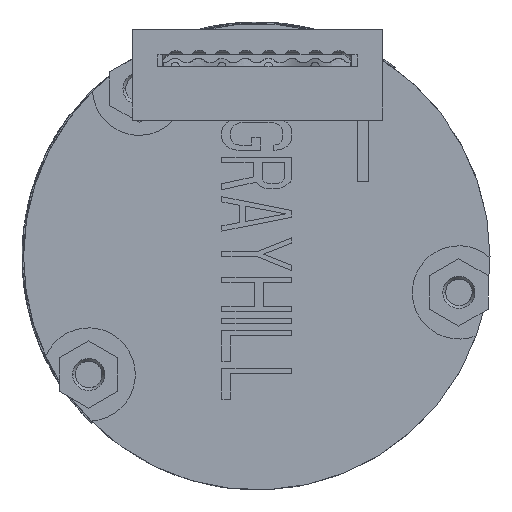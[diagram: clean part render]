
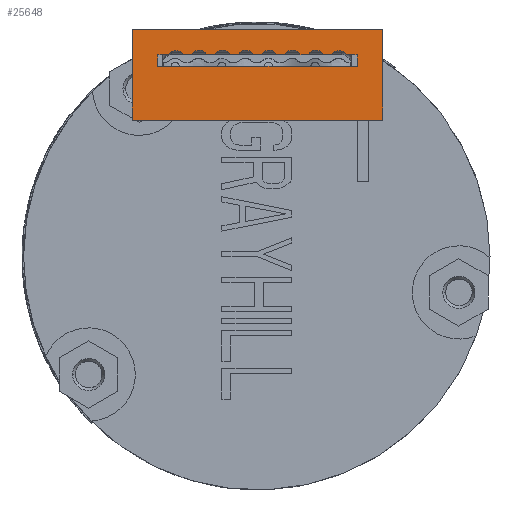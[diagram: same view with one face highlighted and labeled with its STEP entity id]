
A CAD part, front view. The second image highlights one B-rep face of the part: STEP entity #25648.
In plain terms, the highlighted planar face has unit normal (0, -1, 0).
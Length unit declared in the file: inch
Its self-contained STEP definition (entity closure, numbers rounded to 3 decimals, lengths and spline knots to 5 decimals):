
#22861=DIRECTION('',(-1.,0.,0.));
#22862=VECTOR('',#22861,0.537);
#22863=CARTESIAN_POINT('',(0.27,-1.231,0.488));
#22864=LINE('',#22863,#22862);
#23169=DIRECTION('',(0.,0.,-1.));
#23170=VECTOR('',#23169,0.195);
#23171=CARTESIAN_POINT('',(-0.267,-1.231,0.488));
#23172=LINE('',#23171,#23170);
#23197=DIRECTION('',(0.,0.,-1.));
#23198=VECTOR('',#23197,0.195);
#23199=CARTESIAN_POINT('',(0.27,-1.231,0.488));
#23200=LINE('',#23199,#23198);
#23201=DIRECTION('',(1.,0.,0.));
#23202=VECTOR('',#23201,0.02291);
#23203=CARTESIAN_POINT('',(-0.212,-1.231,0.433));
#23204=LINE('',#23203,#23202);
#23205=DIRECTION('',(0.,0.,1.));
#23206=VECTOR('',#23205,0.025);
#23207=CARTESIAN_POINT('',(-0.212,-1.231,0.408));
#23208=LINE('',#23207,#23206);
#23209=DIRECTION('',(-1.,0.,0.));
#23210=VECTOR('',#23209,0.427);
#23211=CARTESIAN_POINT('',(0.215,-1.231,0.408));
#23212=LINE('',#23211,#23210);
#23213=DIRECTION('',(0.,0.,-1.));
#23214=VECTOR('',#23213,0.025);
#23215=CARTESIAN_POINT('',(0.215,-1.231,0.433));
#23216=LINE('',#23215,#23214);
#23217=DIRECTION('',(1.,0.,0.));
#23218=VECTOR('',#23217,0.02291);
#23219=CARTESIAN_POINT('',(0.19209,-1.231,0.433));
#23220=LINE('',#23219,#23218);
#23221=CARTESIAN_POINT('',(0.1765,-1.231,0.424));
#23222=DIRECTION('',(0.,1.,0.));
#23223=DIRECTION('',(-0.866,0.,0.5));
#23224=AXIS2_PLACEMENT_3D('',#23221,#23222,#23223);
#23226=DIRECTION('',(1.,0.,0.));
#23227=VECTOR('',#23226,0.01829);
#23228=CARTESIAN_POINT('',(0.14262,-1.231,0.433));
#23229=LINE('',#23228,#23227);
#23230=CARTESIAN_POINT('',(0.1265,-1.231,0.425));
#23231=DIRECTION('',(0.,1.,0.));
#23232=DIRECTION('',(-0.896,0.,0.444));
#23233=AXIS2_PLACEMENT_3D('',#23230,#23231,#23232);
#23235=DIRECTION('',(1.,0.,0.));
#23236=VECTOR('',#23235,0.01775);
#23237=CARTESIAN_POINT('',(0.09262,-1.231,0.433));
#23238=LINE('',#23237,#23236);
#23239=CARTESIAN_POINT('',(0.0765,-1.231,0.425));
#23240=DIRECTION('',(0.,1.,0.));
#23241=DIRECTION('',(-0.896,0.,0.444));
#23242=AXIS2_PLACEMENT_3D('',#23239,#23240,#23241);
#23244=DIRECTION('',(1.,0.,0.));
#23245=VECTOR('',#23244,0.01775);
#23246=CARTESIAN_POINT('',(0.04262,-1.231,0.433));
#23247=LINE('',#23246,#23245);
#23248=CARTESIAN_POINT('',(0.0265,-1.231,0.425));
#23249=DIRECTION('',(0.,1.,0.));
#23250=DIRECTION('',(-0.896,0.,0.444));
#23251=AXIS2_PLACEMENT_3D('',#23248,#23249,#23250);
#23253=DIRECTION('',(1.,0.,0.));
#23254=VECTOR('',#23253,0.01775);
#23255=CARTESIAN_POINT('',(-0.00738,-1.231,0.433));
#23256=LINE('',#23255,#23254);
#23257=CARTESIAN_POINT('',(-0.0235,-1.231,0.425));
#23258=DIRECTION('',(0.,1.,0.));
#23259=DIRECTION('',(-0.896,0.,0.444));
#23260=AXIS2_PLACEMENT_3D('',#23257,#23258,#23259);
#23262=DIRECTION('',(1.,0.,0.));
#23263=VECTOR('',#23262,0.01775);
#23264=CARTESIAN_POINT('',(-0.05738,-1.231,0.433));
#23265=LINE('',#23264,#23263);
#23266=CARTESIAN_POINT('',(-0.0735,-1.231,0.425));
#23267=DIRECTION('',(0.,1.,0.));
#23268=DIRECTION('',(-0.896,0.,0.444));
#23269=AXIS2_PLACEMENT_3D('',#23266,#23267,#23268);
#23271=DIRECTION('',(1.,0.,0.));
#23272=VECTOR('',#23271,0.01775);
#23273=CARTESIAN_POINT('',(-0.10738,-1.231,0.433));
#23274=LINE('',#23273,#23272);
#23275=CARTESIAN_POINT('',(-0.1235,-1.231,0.425));
#23276=DIRECTION('',(0.,1.,0.));
#23277=DIRECTION('',(-0.896,0.,0.444));
#23278=AXIS2_PLACEMENT_3D('',#23275,#23276,#23277);
#23280=DIRECTION('',(1.,0.,0.));
#23281=VECTOR('',#23280,0.01829);
#23282=CARTESIAN_POINT('',(-0.15791,-1.231,0.433));
#23283=LINE('',#23282,#23281);
#23284=CARTESIAN_POINT('',(-0.1735,-1.231,0.424));
#23285=DIRECTION('',(0.,1.,0.));
#23286=DIRECTION('',(-0.866,0.,0.5));
#23287=AXIS2_PLACEMENT_3D('',#23284,#23285,#23286);
#23301=DIRECTION('',(-1.,0.,0.));
#23302=VECTOR('',#23301,0.537);
#23303=CARTESIAN_POINT('',(0.27,-1.231,0.293));
#23304=LINE('',#23303,#23302);
#24649=CARTESIAN_POINT('',(0.27,-1.231,0.488));
#24650=CARTESIAN_POINT('',(-0.267,-1.231,0.488));
#24651=VERTEX_POINT('',#24649);
#24652=VERTEX_POINT('',#24650);
#24658=CARTESIAN_POINT('',(0.27,-1.231,0.293));
#24660=VERTEX_POINT('',#24658);
#24661=CARTESIAN_POINT('',(-0.267,-1.231,0.293));
#24662=VERTEX_POINT('',#24661);
#24681=CARTESIAN_POINT('',(-0.212,-1.231,0.433));
#24682=CARTESIAN_POINT('',(-0.18909,-1.231,0.433));
#24683=VERTEX_POINT('',#24681);
#24684=VERTEX_POINT('',#24682);
#24685=CARTESIAN_POINT('',(-0.13962,-1.231,0.433));
#24686=CARTESIAN_POINT('',(-0.10738,-1.231,0.433));
#24687=VERTEX_POINT('',#24685);
#24688=VERTEX_POINT('',#24686);
#24689=CARTESIAN_POINT('',(-0.08962,-1.231,0.433));
#24690=VERTEX_POINT('',#24689);
#24691=CARTESIAN_POINT('',(-0.05738,-1.231,0.433));
#24692=VERTEX_POINT('',#24691);
#24693=CARTESIAN_POINT('',(-0.03962,-1.231,0.433));
#24694=VERTEX_POINT('',#24693);
#24695=CARTESIAN_POINT('',(-0.00738,-1.231,0.433));
#24696=VERTEX_POINT('',#24695);
#24697=CARTESIAN_POINT('',(0.01038,-1.231,0.433));
#24698=VERTEX_POINT('',#24697);
#24699=CARTESIAN_POINT('',(0.04262,-1.231,0.433));
#24700=VERTEX_POINT('',#24699);
#24701=CARTESIAN_POINT('',(0.06038,-1.231,0.433));
#24702=VERTEX_POINT('',#24701);
#24703=CARTESIAN_POINT('',(0.09262,-1.231,0.433));
#24704=VERTEX_POINT('',#24703);
#24705=CARTESIAN_POINT('',(0.11038,-1.231,0.433));
#24706=VERTEX_POINT('',#24705);
#24707=CARTESIAN_POINT('',(0.14262,-1.231,0.433));
#24708=VERTEX_POINT('',#24707);
#24709=CARTESIAN_POINT('',(0.16091,-1.231,0.433));
#24710=VERTEX_POINT('',#24709);
#24711=CARTESIAN_POINT('',(0.215,-1.231,0.408));
#24712=CARTESIAN_POINT('',(-0.212,-1.231,0.408));
#24713=VERTEX_POINT('',#24711);
#24714=VERTEX_POINT('',#24712);
#25033=CARTESIAN_POINT('',(0.215,-1.231,0.433));
#25034=VERTEX_POINT('',#25033);
#25037=CARTESIAN_POINT('',(-0.15791,-1.231,0.433));
#25038=VERTEX_POINT('',#25037);
#25039=CARTESIAN_POINT('',(0.19209,-1.231,0.433));
#25040=VERTEX_POINT('',#25039);
#25594=CARTESIAN_POINT('',(0.27,-1.231,0.488));
#25595=DIRECTION('',(0.,-1.,0.));
#25596=DIRECTION('',(-1.,0.,0.));
#25597=AXIS2_PLACEMENT_3D('',#25594,#25595,#25596);
#25598=PLANE('',#25597);
#25599=ORIENTED_EDGE('',*,*,#25256,.F.);
#25600=ORIENTED_EDGE('',*,*,#25480,.T.);
#25602=ORIENTED_EDGE('',*,*,#25601,.T.);
#25603=ORIENTED_EDGE('',*,*,#25540,.F.);
#25604=EDGE_LOOP('',(#25599,#25600,#25602,#25603));
#25605=FACE_OUTER_BOUND('',#25604,.F.);
#25607=ORIENTED_EDGE('',*,*,#25606,.F.);
#25609=ORIENTED_EDGE('',*,*,#25608,.F.);
#25611=ORIENTED_EDGE('',*,*,#25610,.F.);
#25613=ORIENTED_EDGE('',*,*,#25612,.F.);
#25615=ORIENTED_EDGE('',*,*,#25614,.F.);
#25617=ORIENTED_EDGE('',*,*,#25616,.F.);
#25619=ORIENTED_EDGE('',*,*,#25618,.F.);
#25621=ORIENTED_EDGE('',*,*,#25620,.F.);
#25623=ORIENTED_EDGE('',*,*,#25622,.F.);
#25625=ORIENTED_EDGE('',*,*,#25624,.F.);
#25627=ORIENTED_EDGE('',*,*,#25626,.F.);
#25629=ORIENTED_EDGE('',*,*,#25628,.F.);
#25631=ORIENTED_EDGE('',*,*,#25630,.F.);
#25633=ORIENTED_EDGE('',*,*,#25632,.F.);
#25635=ORIENTED_EDGE('',*,*,#25634,.F.);
#25637=ORIENTED_EDGE('',*,*,#25636,.F.);
#25639=ORIENTED_EDGE('',*,*,#25638,.F.);
#25641=ORIENTED_EDGE('',*,*,#25640,.F.);
#25643=ORIENTED_EDGE('',*,*,#25642,.F.);
#25645=ORIENTED_EDGE('',*,*,#25644,.F.);
#25646=EDGE_LOOP('',(#25607,#25609,#25611,#25613,#25615,#25617,#25619,#25621,
#25623,#25625,#25627,#25629,#25631,#25633,#25635,#25637,#25639,#25641,#25643,
#25645));
#25647=FACE_BOUND('',#25646,.F.);
#25648=ADVANCED_FACE('',(#25605,#25647),#25598,.T.);
#23225=CIRCLE('',#23224,0.018);
#23234=CIRCLE('',#23233,0.018);
#23243=CIRCLE('',#23242,0.018);
#23252=CIRCLE('',#23251,0.018);
#23261=CIRCLE('',#23260,0.018);
#23270=CIRCLE('',#23269,0.018);
#23279=CIRCLE('',#23278,0.018);
#23288=CIRCLE('',#23287,0.018);
#25256=EDGE_CURVE('',#24651,#24652,#22864,.T.);
#25480=EDGE_CURVE('',#24651,#24660,#23200,.T.);
#25540=EDGE_CURVE('',#24652,#24662,#23172,.T.);
#25601=EDGE_CURVE('',#24660,#24662,#23304,.T.);
#25606=EDGE_CURVE('',#24683,#24684,#23204,.T.);
#25608=EDGE_CURVE('',#24714,#24683,#23208,.T.);
#25610=EDGE_CURVE('',#24713,#24714,#23212,.T.);
#25612=EDGE_CURVE('',#25034,#24713,#23216,.T.);
#25614=EDGE_CURVE('',#25040,#25034,#23220,.T.);
#25616=EDGE_CURVE('',#24710,#25040,#23225,.T.);
#25618=EDGE_CURVE('',#24708,#24710,#23229,.T.);
#25620=EDGE_CURVE('',#24706,#24708,#23234,.T.);
#25622=EDGE_CURVE('',#24704,#24706,#23238,.T.);
#25624=EDGE_CURVE('',#24702,#24704,#23243,.T.);
#25626=EDGE_CURVE('',#24700,#24702,#23247,.T.);
#25628=EDGE_CURVE('',#24698,#24700,#23252,.T.);
#25630=EDGE_CURVE('',#24696,#24698,#23256,.T.);
#25632=EDGE_CURVE('',#24694,#24696,#23261,.T.);
#25634=EDGE_CURVE('',#24692,#24694,#23265,.T.);
#25636=EDGE_CURVE('',#24690,#24692,#23270,.T.);
#25638=EDGE_CURVE('',#24688,#24690,#23274,.T.);
#25640=EDGE_CURVE('',#24687,#24688,#23279,.T.);
#25642=EDGE_CURVE('',#25038,#24687,#23283,.T.);
#25644=EDGE_CURVE('',#24684,#25038,#23288,.T.);
